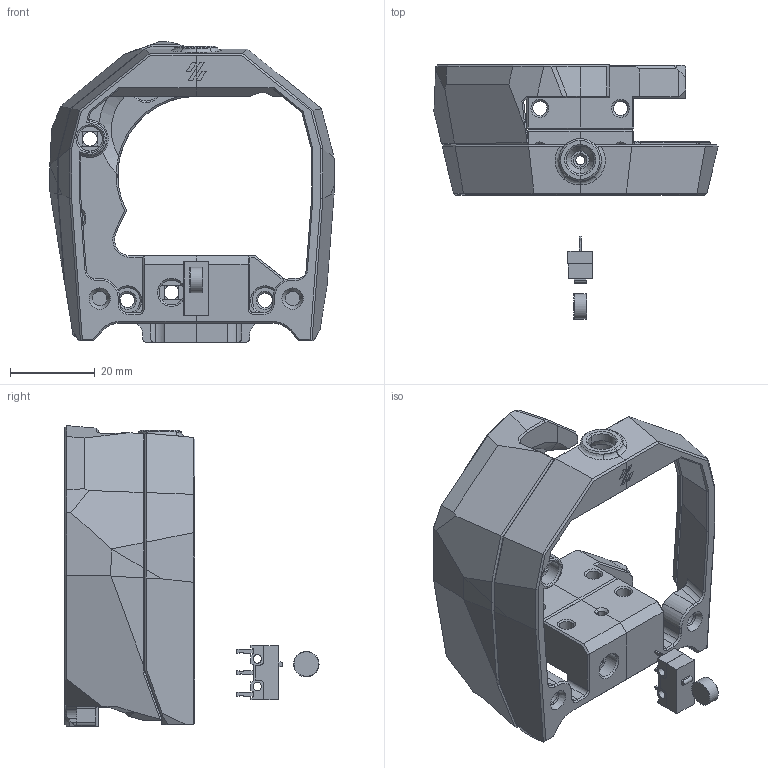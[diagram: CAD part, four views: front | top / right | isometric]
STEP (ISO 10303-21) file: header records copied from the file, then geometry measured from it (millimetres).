
FILE_DESCRIPTION(('HOOPS Exchange Step'),'2;1');
FILE_NAME('temp_export','2023-08-03T09:26:37-07:00',('saike'),('Shapr3D Limited'),'HOOPS Exchange 2023.1','Shapr3D','Authorized');
FILE_SCHEMA( ('AUTOMOTIVE_DESIGN { 1 0 10303 214 1 1 1 1 }') );
Length unit declared in the file: millimetre
Products named in the file (4): Rear_body_LGX_Lite_Stealthburner_ERCF_Released_rev01; Front_body_LGX_Lite_Stealthburner_ERCF_Released_rev01; switch; root
Assembly tree (3 placements, depth 2):
  root
    Rear_body_LGX_Lite_Stealthburner_ERCF_Released_rev01
    Front_body_LGX_Lite_Stealthburner_ERCF_Released_rev01
    switch
Bounding box: 66.89 x 59.8 x 70.8 mm (x, y, z)
Volume: 30799.3 mm3; surface area: 20288.5 mm2
Topology: 12 solids, 12 shells, 875 faces, 2391 edges, 1543 vertices
Faces by surface type: plane 572, cylinder 147, cone 132, bspline 19, torus 5
Full cylindrical faces by diameter (mm): 1.6 x2, 2 x2, 3.1 x1, 3.2 x1, 3.4 x13, 4.7 x6, 5.8 x2, 6 x5
Entity records: 30040 total; most frequent: CARTESIAN_POINT 7691, ORIENTED_EDGE 4782, DIRECTION 4455, EDGE_CURVE 2391, VECTOR 1721, LINE 1721, VERTEX_POINT 1543, AXIS2_PLACEMENT_3D 1367
